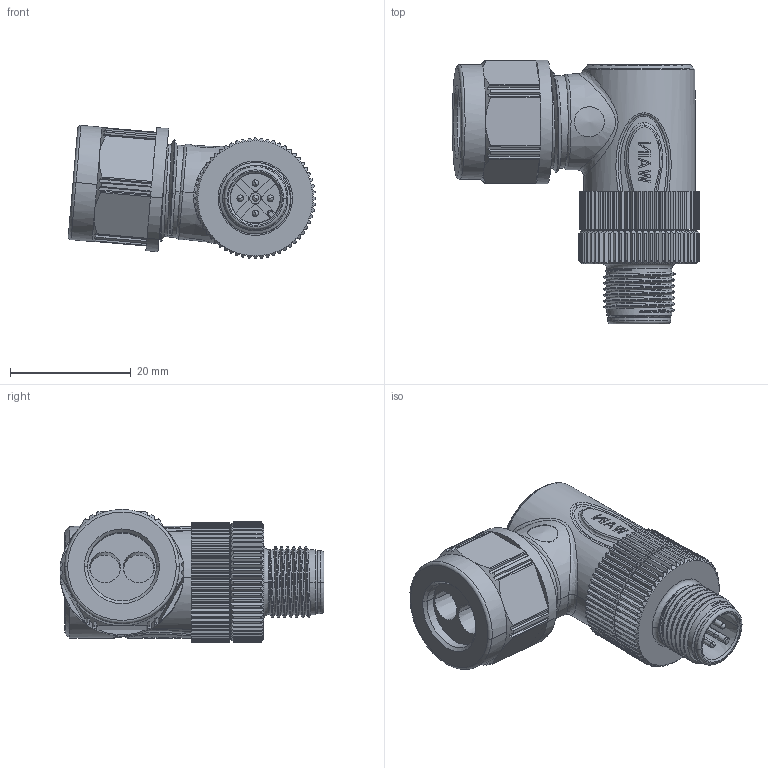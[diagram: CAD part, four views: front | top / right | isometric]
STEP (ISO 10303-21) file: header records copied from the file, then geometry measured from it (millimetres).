
FILE_DESCRIPTION((''),'2;1');
FILE_NAME('M12-F05A-S_SW0009','2020-12-08T',('yp.zhuang'),(''),'PRO/ENGINEER BY PARAMETRIC TECHNOLOGY CORPORATION, 2012480','PRO/ENGINEER BY PARAMETRIC TECHNOLOGY CORPORATION, 2012480','');
FILE_SCHEMA(('AUTOMOTIVE_DESIGN { 1 0 10303 214 1 1 1 1 }'));
Products named in the file (1): M12-F05A-S_SW0009
Bounding box: 40.97 x 43.7 x 22.06 mm (x, y, z)
Volume: 14617.2 mm3; surface area: 8465.6 mm2
Topology: 1 solids, 1 shells, 1057 faces, 2734 edges, 1704 vertices
Faces by surface type: plane 429, cylinder 356, cone 163, bspline 79, torus 14, sphere 10, extrusion 6
Entity records: 62654 total; most frequent: CARTESIAN_POINT 30673, ORIENTED_EDGE 5448, DIRECTION 4641, EDGE_CURVE 2724, AXIS2_PLACEMENT_3D 1728, VERTEX_POINT 1704, VECTOR 1185, LINE 1179
